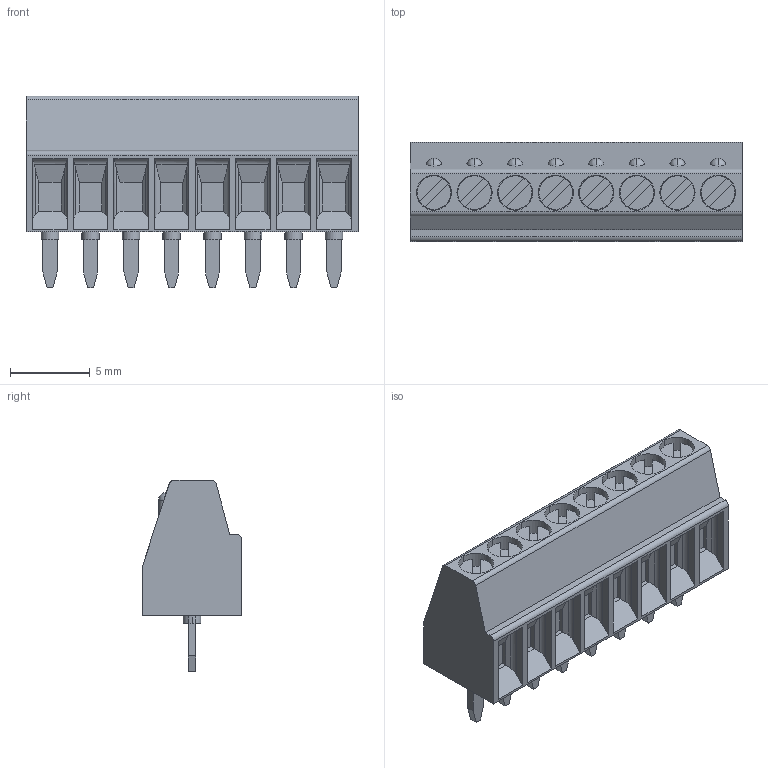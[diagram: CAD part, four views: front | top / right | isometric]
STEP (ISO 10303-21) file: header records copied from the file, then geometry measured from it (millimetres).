
FILE_DESCRIPTION (( 'STEP AP214' ), '1' );
FILE_NAME ('MPT0.5-08-02.STEP', '2021-03-16T15:50:51', ( '' ), ( '' ), 'SwSTEP 2.0', 'SolidWorks 2018', '' );
FILE_SCHEMA (( 'AUTOMOTIVE_DESIGN' ));
Length unit declared in the file: millimetre
Products named in the file (4): MPT0.5-08-02; bohrloch.2.stp; MPT_0_5-8-2_54.stp; MPT0.5-08-02.54.stp
Assembly tree (10 placements, depth 3):
  MPT0.5-08-02
    MPT0.5-08-02.54.stp
      bohrloch.2.stp  x8
      MPT_0_5-8-2_54.stp
Bounding box: 20.78 x 6.2 x 12 mm (x, y, z)
Volume: 834.4 mm3; surface area: 1018.5 mm2
Topology: 9 solids, 9 shells, 370 faces, 884 edges, 576 vertices
Faces by surface type: plane 242, cylinder 112, sphere 16
Entity records: 11663 total; most frequent: CARTESIAN_POINT 2043, DIRECTION 1694, ORIENTED_EDGE 1684, EDGE_CURVE 842, LINE 574, VECTOR 574, AXIS2_PLACEMENT_3D 560, VERTEX_POINT 548
